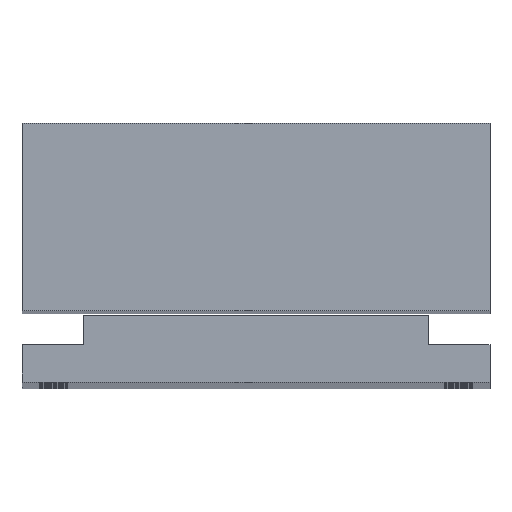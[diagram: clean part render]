
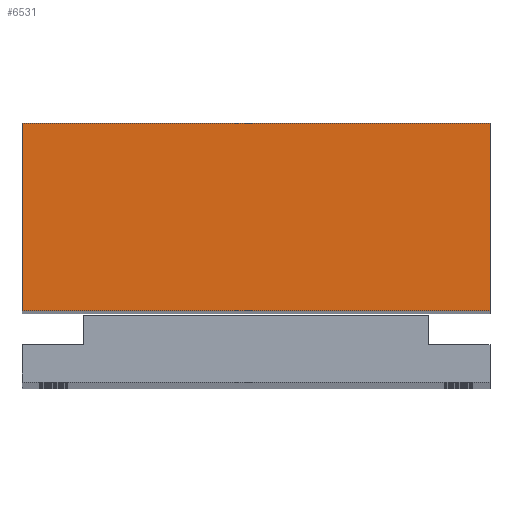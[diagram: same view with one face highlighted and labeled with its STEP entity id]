
A CAD part, top view. The second image highlights one B-rep face of the part: STEP entity #6531.
In plain terms, the highlighted planar face has unit normal (0, 0, 1).
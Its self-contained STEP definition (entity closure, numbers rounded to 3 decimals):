
#696 = CARTESIAN_POINT ( 'NONE',  ( 75., 30., 280. ) ) ;
#697 = CARTESIAN_POINT ( 'NONE',  ( 0., 0., 280. ) ) ;
#816 = VECTOR ( 'NONE', #2775, 1000. ) ;
#831 = EDGE_CURVE ( 'NONE', #6144, #1459, #2923, .T. ) ;
#950 = LINE ( 'NONE', #4586, #3603 ) ;
#1459 = VERTEX_POINT ( 'NONE', #4629 ) ;
#1773 = ORIENTED_EDGE ( 'NONE', *, *, #5503, .T. ) ;
#1836 = PLANE ( 'NONE',  #4365 ) ;
#2240 = CARTESIAN_POINT ( 'NONE',  ( 0., 0., 280. ) ) ;
#2467 = EDGE_CURVE ( 'NONE', #6696, #6144, #5391, .T. ) ;
#2775 = DIRECTION ( 'NONE',  ( 0., -1., 0. ) ) ;
#2923 = LINE ( 'NONE', #2240, #3355 ) ;
#3008 = DIRECTION ( 'NONE',  ( -1., 0., 0. ) ) ;
#3093 = ORIENTED_EDGE ( 'NONE', *, *, #2467, .T. ) ;
#3128 = ORIENTED_EDGE ( 'NONE', *, *, #831, .T. ) ;
#3318 = CARTESIAN_POINT ( 'NONE',  ( 0., 0., 280. ) ) ;
#3355 = VECTOR ( 'NONE', #3508, 1000. ) ;
#3508 = DIRECTION ( 'NONE',  ( 1., 0., 0. ) ) ;
#3521 = EDGE_LOOP ( 'NONE', ( #3093, #3128, #6592, #1773 ) ) ;
#3550 = DIRECTION ( 'NONE',  ( 0., 1., 0. ) ) ;
#3603 = VECTOR ( 'NONE', #3550, 1000. ) ;
#3635 = CARTESIAN_POINT ( 'NONE',  ( 0., 30., 280. ) ) ;
#3654 = CARTESIAN_POINT ( 'NONE',  ( 0., 30., 280. ) ) ;
#4365 = AXIS2_PLACEMENT_3D ( 'NONE', #6686, #5108, #3008 ) ;
#4586 = CARTESIAN_POINT ( 'NONE',  ( 75., 0., 280. ) ) ;
#4598 = FACE_OUTER_BOUND ( 'NONE', #3521, .T. ) ;
#4629 = CARTESIAN_POINT ( 'NONE',  ( 75., 0., 280. ) ) ;
#5108 = DIRECTION ( 'NONE',  ( 0., 0., -1. ) ) ;
#5221 = EDGE_CURVE ( 'NONE', #1459, #6060, #950, .T. ) ;
#5391 = LINE ( 'NONE', #697, #816 ) ;
#5503 = EDGE_CURVE ( 'NONE', #6060, #6696, #5823, .T. ) ;
#5823 = LINE ( 'NONE', #3654, #6227 ) ;
#6060 = VERTEX_POINT ( 'NONE', #696 ) ;
#6144 = VERTEX_POINT ( 'NONE', #3318 ) ;
#6227 = VECTOR ( 'NONE', #6395, 1000. ) ;
#6395 = DIRECTION ( 'NONE',  ( -1., 0., 0. ) ) ;
#6531 = ADVANCED_FACE ( 'NONE', ( #4598 ), #1836, .F. ) ;
#6592 = ORIENTED_EDGE ( 'NONE', *, *, #5221, .T. ) ;
#6686 = CARTESIAN_POINT ( 'NONE',  ( 0., 0., 280. ) ) ;
#6696 = VERTEX_POINT ( 'NONE', #3635 ) ;
